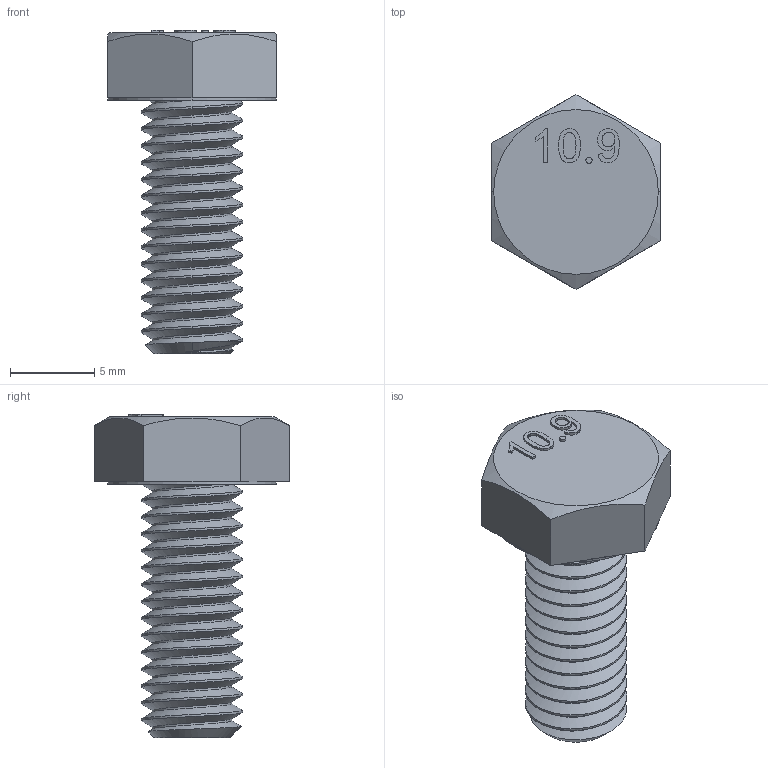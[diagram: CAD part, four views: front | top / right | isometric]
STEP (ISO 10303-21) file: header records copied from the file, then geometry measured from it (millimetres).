
FILE_DESCRIPTION (( 'STEP AP203' ), '1' );
FILE_NAME ('90854A152_Zinc Yellow-Chromate Plated Steel Hex Head Screw.STEP', '2023-02-23T17:52:05', ( 'Administrator' ), ( 'Managed by Terraform' ), 'SwSTEP 2.0', 'SolidWorks 2017', '' );
FILE_SCHEMA (( 'CONFIG_CONTROL_DESIGN' ));
Length unit declared in the file: millimetre
Products named in the file (1): 90854A152_Zinc Yellow-Chromate Plated Steel Hex Head Screw
Bounding box: 10 x 11.55 x 19.15 mm (x, y, z)
Volume: 682.7 mm3; surface area: 741.5 mm2
Topology: 1 solids, 1 shells, 93 faces, 246 edges, 162 vertices
Faces by surface type: cylinder 33, bspline 28, plane 27, cone 5
Entity records: 7132 total; most frequent: CARTESIAN_POINT 5128, ORIENTED_EDGE 492, DIRECTION 270, EDGE_CURVE 246, VERTEX_POINT 162, EDGE_LOOP 100, LINE 98, VECTOR 98
